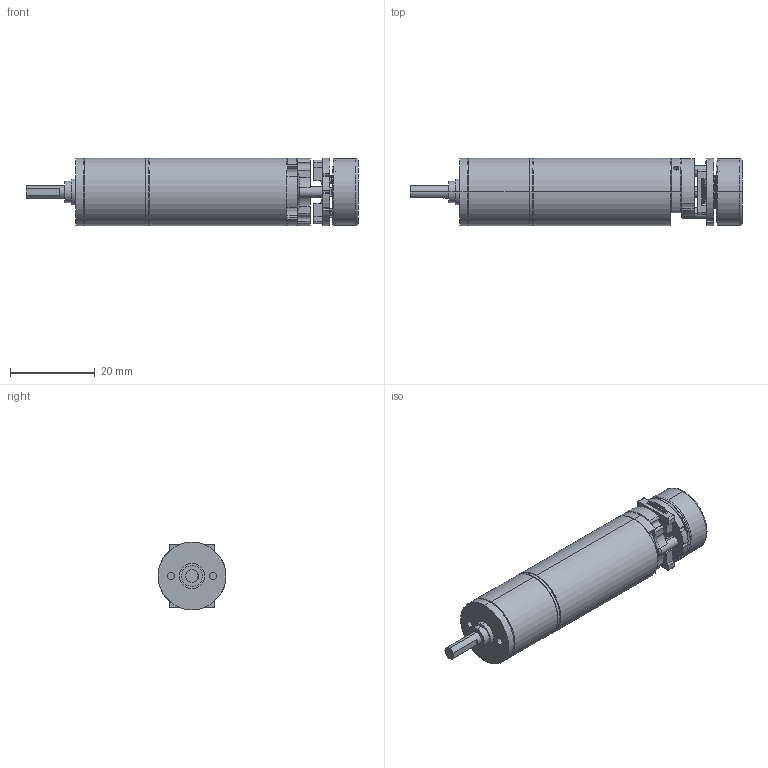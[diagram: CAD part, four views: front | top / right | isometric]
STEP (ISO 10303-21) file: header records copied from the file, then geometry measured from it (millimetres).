
FILE_DESCRIPTION (( 'STEP AP214' ), '1' );
FILE_NAME ('B5753 P4-16 Reference Design.STEP', '2025-12-03T13:20:33', ( '' ), ( '' ), 'SwSTEP 2.0', 'SolidWorks 2017', '' );
FILE_SCHEMA (( 'AUTOMOTIVE_DESIGN' ));
Length unit declared in the file: millimetre
Products named in the file (17): B5720; B7265; B5710; Molex 5050703022; B7266_91305A004; B7267; B7263; B7284; Molex 2033900323; B5707-PCB; B7291; B7264; B5753 P4-16 Reference Design; B5707; B7262; P4-16 Encoder; B5729
Assembly tree (19 placements, depth 4):
  B5753 P4-16 Reference Design
    B7267
      B7291
        B7264
        B7284
      B7262
      B7263
      B7265
      B7266_91305A004  x4
      B5710
    B5720
      B5729
      B5707
        B5707-PCB
        P4-16 Encoder
        Molex 2033900323
        Molex 5050703022
Bounding box: 78.46 x 16 x 16 mm (x, y, z)
Volume: 11710.5 mm3; surface area: 7772.4 mm2
Topology: 47 solids, 47 shells, 4127 faces, 11195 edges, 7307 vertices
Faces by surface type: plane 3044, cylinder 958, cone 60, bspline 46, torus 19
Entity records: 161064 total; most frequent: CARTESIAN_POINT 23750, ORIENTED_EDGE 20740, DIRECTION 19382, EDGE_CURVE 10370, VECTOR 8630, LINE 8630, VERTEX_POINT 6791, AXIS2_PLACEMENT_3D 5376
